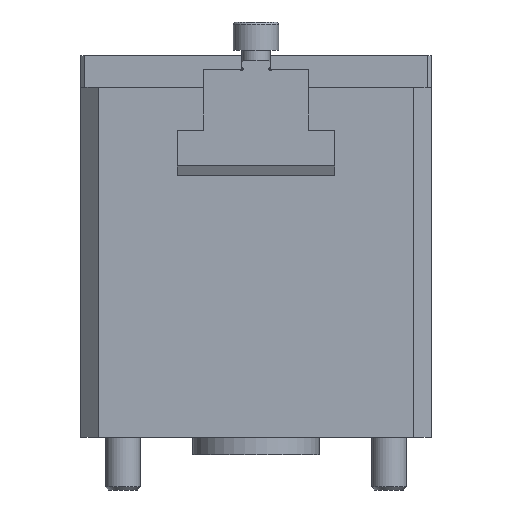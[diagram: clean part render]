
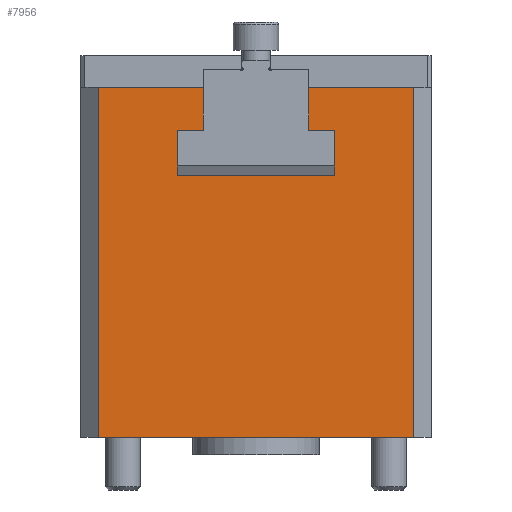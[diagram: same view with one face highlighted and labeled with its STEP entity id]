
A CAD part, left-side view. The second image highlights one B-rep face of the part: STEP entity #7956.
In plain terms, the highlighted planar face has unit normal (-1, 0, 0).
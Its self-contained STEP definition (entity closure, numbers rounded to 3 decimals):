
#3308=CARTESIAN_POINT('',(-30.0,-25.,90.0));
#3309=VERTEX_POINT('',#3308);
#3316=CARTESIAN_POINT('',(-30.0,-25.,74.87));
#3317=VERTEX_POINT('',#3316);
#3318=CARTESIAN_POINT('',(-30.0,-25.,74.87));
#3319=DIRECTION('',(0.0,0.0,1.0));
#3320=VECTOR('',#3319,15.13);
#3321=LINE('',#3318,#3320);
#3322=EDGE_CURVE('',#3317,#3309,#3321,.T.);
#4032=CARTESIAN_POINT('',(-30.,-85.0,-10.0));
#4033=VERTEX_POINT('',#4032);
#4042=CARTESIAN_POINT('',(-30.,5.,-10.0));
#4043=VERTEX_POINT('',#4042);
#4044=CARTESIAN_POINT('',(-30.,-85.0,-10.0));
#4045=DIRECTION('',(0.0,1.0,0.0));
#4046=VECTOR('',#4045,90.0);
#4047=LINE('',#4044,#4046);
#4048=EDGE_CURVE('',#4033,#4043,#4047,.T.);
#6525=CARTESIAN_POINT('',(-30.0,-24.95,74.82));
#6526=VERTEX_POINT('',#6525);
#6527=CARTESIAN_POINT('',(-30.0,-24.95,74.87));
#6528=DIRECTION('',(-1.0,0.0,0.0));
#6529=DIRECTION('',(0.0,0.0,-1.0));
#6530=AXIS2_PLACEMENT_3D('',#6527,#6528,#6529);
#6531=ELLIPSE('',#6530,0.051,0.05);
#6532=EDGE_CURVE('',#6526,#3317,#6531,.T.);
#6558=CARTESIAN_POINT('',(-30.0,-17.5,74.82));
#6559=VERTEX_POINT('',#6558);
#6560=CARTESIAN_POINT('',(-30.0,-17.5,74.82));
#6561=DIRECTION('',(0.0,-1.0,0.0));
#6562=VECTOR('',#6561,7.45);
#6563=LINE('',#6560,#6562);
#6564=EDGE_CURVE('',#6559,#6526,#6563,.T.);
#6589=CARTESIAN_POINT('',(-30.0,-17.5,64.665));
#6590=VERTEX_POINT('',#6589);
#6591=CARTESIAN_POINT('',(-30.0,-17.5,64.665));
#6592=DIRECTION('',(0.0,0.0,1.0));
#6593=VECTOR('',#6592,10.154);
#6594=LINE('',#6591,#6593);
#6595=EDGE_CURVE('',#6590,#6559,#6594,.T.);
#6620=CARTESIAN_POINT('',(-30.,-62.5,64.665));
#6621=VERTEX_POINT('',#6620);
#6622=CARTESIAN_POINT('',(-30.,-62.5,64.665));
#6623=DIRECTION('',(0.0,1.0,0.0));
#6624=VECTOR('',#6623,45.0);
#6625=LINE('',#6622,#6624);
#6626=EDGE_CURVE('',#6621,#6590,#6625,.T.);
#7662=CARTESIAN_POINT('',(-30.0,-55.,74.87));
#7663=VERTEX_POINT('',#7662);
#7670=CARTESIAN_POINT('',(-30.,-55.,90.0));
#7671=VERTEX_POINT('',#7670);
#7672=CARTESIAN_POINT('',(-30.,-55.0,90.0));
#7673=DIRECTION('',(0.0,0.0,-1.0));
#7674=VECTOR('',#7673,15.13);
#7675=LINE('',#7672,#7674);
#7676=EDGE_CURVE('',#7671,#7663,#7675,.T.);
#7850=CARTESIAN_POINT('',(-30.0,-55.05,74.82));
#7851=VERTEX_POINT('',#7850);
#7852=CARTESIAN_POINT('',(-30.0,-55.05,74.87));
#7853=DIRECTION('',(-1.0,0.0,0.0));
#7854=DIRECTION('',(0.0,0.0,-1.0));
#7855=AXIS2_PLACEMENT_3D('',#7852,#7853,#7854);
#7856=ELLIPSE('',#7855,0.051,0.05);
#7857=EDGE_CURVE('',#7663,#7851,#7856,.T.);
#7875=CARTESIAN_POINT('',(-30.,-62.5,74.82));
#7876=VERTEX_POINT('',#7875);
#7877=CARTESIAN_POINT('',(-30.,-55.05,74.82));
#7878=DIRECTION('',(0.0,-1.0,0.0));
#7879=VECTOR('',#7878,7.45);
#7880=LINE('',#7877,#7879);
#7881=EDGE_CURVE('',#7851,#7876,#7880,.T.);
#7899=CARTESIAN_POINT('',(-30.,-62.5,74.82));
#7900=DIRECTION('',(0.0,0.0,-1.0));
#7901=VECTOR('',#7900,10.154);
#7902=LINE('',#7899,#7901);
#7903=EDGE_CURVE('',#7876,#6621,#7902,.T.);
#7911=CARTESIAN_POINT('',(-30.,-90.0,0.0));
#7912=DIRECTION('',(-1.0,0.0,0.0));
#7913=DIRECTION('',(0.0,0.0,1.0));
#7914=AXIS2_PLACEMENT_3D('',#7911,#7912,#7913);
#7915=PLANE('',#7914);
#7916=ORIENTED_EDGE('',*,*,#7857,.T.);
#7917=ORIENTED_EDGE('',*,*,#7881,.T.);
#7918=ORIENTED_EDGE('',*,*,#7903,.T.);
#7919=ORIENTED_EDGE('',*,*,#6626,.T.);
#7920=ORIENTED_EDGE('',*,*,#6595,.T.);
#7921=ORIENTED_EDGE('',*,*,#6564,.T.);
#7922=ORIENTED_EDGE('',*,*,#6532,.T.);
#7923=ORIENTED_EDGE('',*,*,#3322,.T.);
#7924=CARTESIAN_POINT('',(-30.,5.0,90.0));
#7925=VERTEX_POINT('',#7924);
#7926=CARTESIAN_POINT('',(-30.0,-25.,90.0));
#7927=DIRECTION('',(0.0,1.0,0.0));
#7928=VECTOR('',#7927,30.);
#7929=LINE('',#7926,#7928);
#7930=EDGE_CURVE('',#3309,#7925,#7929,.T.);
#7931=ORIENTED_EDGE('',*,*,#7930,.T.);
#7932=CARTESIAN_POINT('',(-30.,5.,-10.0));
#7933=DIRECTION('',(0.0,0.0,1.0));
#7934=VECTOR('',#7933,100.0);
#7935=LINE('',#7932,#7934);
#7936=EDGE_CURVE('',#4043,#7925,#7935,.T.);
#7937=ORIENTED_EDGE('',*,*,#7936,.F.);
#7938=ORIENTED_EDGE('',*,*,#4048,.F.);
#7939=CARTESIAN_POINT('',(-30.,-85.0,90.0));
#7940=VERTEX_POINT('',#7939);
#7941=CARTESIAN_POINT('',(-30.,-85.0,90.0));
#7942=DIRECTION('',(0.0,0.0,-1.0));
#7943=VECTOR('',#7942,100.0);
#7944=LINE('',#7941,#7943);
#7945=EDGE_CURVE('',#7940,#4033,#7944,.T.);
#7946=ORIENTED_EDGE('',*,*,#7945,.F.);
#7947=CARTESIAN_POINT('',(-30.,-85.0,90.0));
#7948=DIRECTION('',(0.0,1.0,0.0));
#7949=VECTOR('',#7948,30.);
#7950=LINE('',#7947,#7949);
#7951=EDGE_CURVE('',#7940,#7671,#7950,.T.);
#7952=ORIENTED_EDGE('',*,*,#7951,.T.);
#7953=ORIENTED_EDGE('',*,*,#7676,.T.);
#7954=EDGE_LOOP('',(#7916,#7917,#7918,#7919,#7920,#7921,#7922,#7923,#7931,#7937,#7938,#7946,#7952,#7953));
#7955=FACE_OUTER_BOUND('',#7954,.T.);
#7956=ADVANCED_FACE('',(#7955),#7915,.T.);
